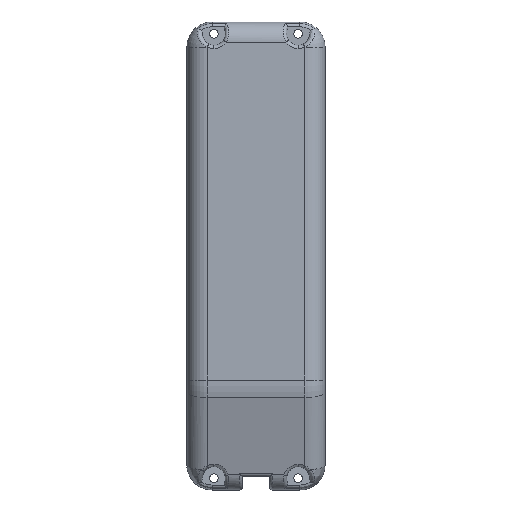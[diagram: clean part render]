
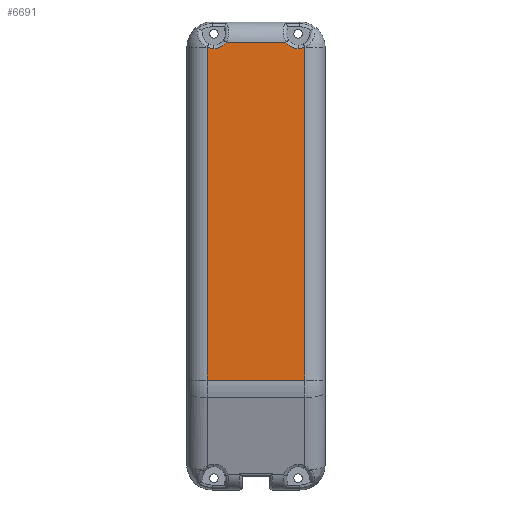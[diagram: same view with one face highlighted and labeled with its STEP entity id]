
A CAD part, front view. The second image highlights one B-rep face of the part: STEP entity #6691.
In plain terms, the highlighted planar face has unit normal (0, -1, 0).
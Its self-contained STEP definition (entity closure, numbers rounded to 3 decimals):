
#295 = CARTESIAN_POINT ( 'NONE',  ( 8.879, -3., 94.9 ) ) ;
#301 = VERTEX_POINT ( 'NONE', #3278 ) ;
#323 = VECTOR ( 'NONE', #2805, 1000. ) ;
#451 = CARTESIAN_POINT ( 'NONE',  ( -14.5, -3., -5.279 ) ) ;
#544 = VERTEX_POINT ( 'NONE', #2204 ) ;
#627 = LINE ( 'NONE', #1124, #4204 ) ;
#701 = VERTEX_POINT ( 'NONE', #5486 ) ;
#760 = LINE ( 'NONE', #4051, #5634 ) ;
#857 = EDGE_CURVE ( 'NONE', #4800, #1050, #627, .T. ) ;
#993 = CIRCLE ( 'NONE', #7034, 1.5 ) ;
#1050 = VERTEX_POINT ( 'NONE', #1431 ) ;
#1114 = EDGE_CURVE ( 'NONE', #1050, #544, #2995, .T. ) ;
#1124 = CARTESIAN_POINT ( 'NONE',  ( 0., -3., 94.9 ) ) ;
#1275 = DIRECTION ( 'NONE',  ( 0., -1., 0. ) ) ;
#1338 = DIRECTION ( 'NONE',  ( 0., 1., 0. ) ) ;
#1381 = CIRCLE ( 'NONE', #7963, 1.5 ) ;
#1390 = CARTESIAN_POINT ( 'NONE',  ( 12.5, -3., 93. ) ) ;
#1431 = CARTESIAN_POINT ( 'NONE',  ( -8.879, -3., 94.9 ) ) ;
#1442 = EDGE_CURVE ( 'NONE', #301, #4153, #2031, .T. ) ;
#1519 = DIRECTION ( 'NONE',  ( 0., 1., 0. ) ) ;
#1524 = EDGE_CURVE ( 'NONE', #4153, #701, #993, .T. ) ;
#1783 = DIRECTION ( 'NONE',  ( -1., 0., 0. ) ) ;
#1923 = AXIS2_PLACEMENT_3D ( 'NONE', #5324, #1519, #5976 ) ;
#2031 = LINE ( 'NONE', #4255, #7747 ) ;
#2153 = CIRCLE ( 'NONE', #7359, 4.4 ) ;
#2191 = ORIENTED_EDGE ( 'NONE', *, *, #857, .T. ) ;
#2204 = CARTESIAN_POINT ( 'NONE',  ( -12.5, -3., 93. ) ) ;
#2225 = EDGE_CURVE ( 'NONE', #2479, #6585, #1381, .T. ) ;
#2403 = CIRCLE ( 'NONE', #3023, 4.4 ) ;
#2421 = DIRECTION ( 'NONE',  ( 0., -1., 0. ) ) ;
#2424 = CARTESIAN_POINT ( 'NONE',  ( 13., -3., 93.4 ) ) ;
#2479 = VERTEX_POINT ( 'NONE', #7296 ) ;
#2493 = EDGE_CURVE ( 'NONE', #6585, #3569, #7361, .T. ) ;
#2743 = CARTESIAN_POINT ( 'NONE',  ( -12.5, -3., 97.4 ) ) ;
#2805 = DIRECTION ( 'NONE',  ( 0., 0., -1. ) ) ;
#2898 = EDGE_LOOP ( 'NONE', ( #5586, #8094, #4646, #2191, #8288, #7823, #8135, #6457, #7233, #4074 ) ) ;
#2995 = CIRCLE ( 'NONE', #6322, 4.4 ) ;
#3023 = AXIS2_PLACEMENT_3D ( 'NONE', #7703, #3879, #8333 ) ;
#3048 = DIRECTION ( 'NONE',  ( 0., 0., -1. ) ) ;
#3178 = EDGE_CURVE ( 'NONE', #3569, #301, #760, .T. ) ;
#3278 = CARTESIAN_POINT ( 'NONE',  ( 14.5, -3., -5.279 ) ) ;
#3375 = DIRECTION ( 'NONE',  ( 0., 0., -1. ) ) ;
#3440 = CARTESIAN_POINT ( 'NONE',  ( -14.5, -3., 0. ) ) ;
#3569 = VERTEX_POINT ( 'NONE', #451 ) ;
#3705 = EDGE_CURVE ( 'NONE', #544, #2479, #2153, .T. ) ;
#3879 = DIRECTION ( 'NONE',  ( 0., 1., 0. ) ) ;
#4051 = CARTESIAN_POINT ( 'NONE',  ( 14.5, -3., -5.279 ) ) ;
#4074 = ORIENTED_EDGE ( 'NONE', *, *, #1442, .T. ) ;
#4153 = VERTEX_POINT ( 'NONE', #4986 ) ;
#4204 = VECTOR ( 'NONE', #1783, 1000. ) ;
#4255 = CARTESIAN_POINT ( 'NONE',  ( 14.5, -3., 93.4 ) ) ;
#4523 = VERTEX_POINT ( 'NONE', #1390 ) ;
#4646 = ORIENTED_EDGE ( 'NONE', *, *, #5348, .T. ) ;
#4698 = DIRECTION ( 'NONE',  ( 1., 0., 0. ) ) ;
#4800 = VERTEX_POINT ( 'NONE', #295 ) ;
#4986 = CARTESIAN_POINT ( 'NONE',  ( 14.5, -3., 93.4 ) ) ;
#4988 = CARTESIAN_POINT ( 'NONE',  ( -14.5, -3., 93.4 ) ) ;
#5132 = AXIS2_PLACEMENT_3D ( 'NONE', #6990, #1275, #5723 ) ;
#5143 = CARTESIAN_POINT ( 'NONE',  ( -12.5, -3., 97.4 ) ) ;
#5324 = CARTESIAN_POINT ( 'NONE',  ( 12.5, -3., 97.4 ) ) ;
#5348 = EDGE_CURVE ( 'NONE', #4523, #4800, #5628, .T. ) ;
#5486 = CARTESIAN_POINT ( 'NONE',  ( 14.498, -3., 93.48 ) ) ;
#5586 = ORIENTED_EDGE ( 'NONE', *, *, #1524, .T. ) ;
#5628 = CIRCLE ( 'NONE', #1923, 4.4 ) ;
#5634 = VECTOR ( 'NONE', #4698, 1000. ) ;
#5723 = DIRECTION ( 'NONE',  ( 0., 0., -1. ) ) ;
#5792 = DIRECTION ( 'NONE',  ( 0., 0., -1. ) ) ;
#5976 = DIRECTION ( 'NONE',  ( 0., 0., -1. ) ) ;
#6255 = CARTESIAN_POINT ( 'NONE',  ( -13., -3., 93.4 ) ) ;
#6322 = AXIS2_PLACEMENT_3D ( 'NONE', #2743, #7234, #3375 ) ;
#6457 = ORIENTED_EDGE ( 'NONE', *, *, #2493, .T. ) ;
#6585 = VERTEX_POINT ( 'NONE', #4988 ) ;
#6691 = ADVANCED_FACE ( 'NONE', ( #7991 ), #7609, .T. ) ;
#6898 = DIRECTION ( 'NONE',  ( 0., 0., -1. ) ) ;
#6903 = DIRECTION ( 'NONE',  ( 0., -1., 0. ) ) ;
#6990 = CARTESIAN_POINT ( 'NONE',  ( 0., -3., 0. ) ) ;
#7034 = AXIS2_PLACEMENT_3D ( 'NONE', #2424, #6903, #3048 ) ;
#7233 = ORIENTED_EDGE ( 'NONE', *, *, #3178, .T. ) ;
#7234 = DIRECTION ( 'NONE',  ( 0., 1., 0. ) ) ;
#7296 = CARTESIAN_POINT ( 'NONE',  ( -14.498, -3., 93.48 ) ) ;
#7359 = AXIS2_PLACEMENT_3D ( 'NONE', #5143, #1338, #5792 ) ;
#7361 = LINE ( 'NONE', #3440, #323 ) ;
#7609 = PLANE ( 'NONE',  #5132 ) ;
#7703 = CARTESIAN_POINT ( 'NONE',  ( 12.5, -3., 97.4 ) ) ;
#7747 = VECTOR ( 'NONE', #8069, 1000. ) ;
#7823 = ORIENTED_EDGE ( 'NONE', *, *, #3705, .T. ) ;
#7963 = AXIS2_PLACEMENT_3D ( 'NONE', #6255, #2421, #6898 ) ;
#7991 = FACE_OUTER_BOUND ( 'NONE', #2898, .T. ) ;
#8069 = DIRECTION ( 'NONE',  ( 0., 0., 1. ) ) ;
#8094 = ORIENTED_EDGE ( 'NONE', *, *, #8280, .T. ) ;
#8135 = ORIENTED_EDGE ( 'NONE', *, *, #2225, .T. ) ;
#8280 = EDGE_CURVE ( 'NONE', #701, #4523, #2403, .T. ) ;
#8288 = ORIENTED_EDGE ( 'NONE', *, *, #1114, .T. ) ;
#8333 = DIRECTION ( 'NONE',  ( 0., 0., -1. ) ) ;
